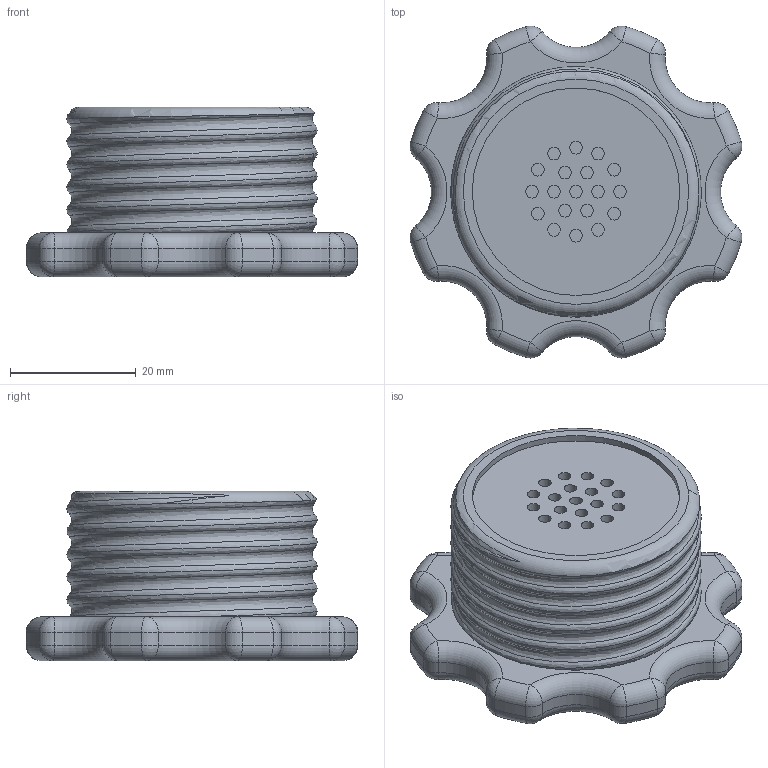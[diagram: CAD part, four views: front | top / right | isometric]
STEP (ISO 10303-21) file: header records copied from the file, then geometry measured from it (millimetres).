
FILE_DESCRIPTION(/* description */ (''),/* implementation_level */ '2;1');
FILE_NAME(/* name */ '98fda018-c90b-44cf-910d-e02a9ac23551.stp',/* time_stamp */ '2020-06-23T15:59:50+00:00',/* author */ (''),/* organization */ (''),/* preprocessor_version */ 'ST-DEVELOPER v18.1',/* originating_system */ 'Autodesk Translation Framework v9.3.0.1241',/* authorisation */ '');
FILE_SCHEMA (('AUTOMOTIVE_DESIGN { 1 0 10303 214 3 1 1 }'));
Length unit declared in the file: millimetre
Products named in the file (5): FullyPrintedValve; Valve Body; Diaphragm; Inlet; Knob
Assembly tree (4 placements, depth 2):
  FullyPrintedValve
    Valve Body
    Diaphragm
    Inlet
    Knob
Bounding box: 52.82 x 52.82 x 27 mm (x, y, z)
Volume: 18550.8 mm3; surface area: 13907.1 mm2
Topology: 3 solids, 3 shells, 175 faces, 388 edges, 227 vertices
Faces by surface type: cylinder 92, torus 34, sphere 32, plane 14, bspline 3
Full cylindrical faces by diameter (mm): 2 x50, 31 x2, 33 x3, 39.046 x4
Entity records: 9042 total; most frequent: CARTESIAN_POINT 4692, DIRECTION 999, ORIENTED_EDGE 776, AXIS2_PLACEMENT_3D 455, EDGE_CURVE 388, EDGE_LOOP 275, CIRCLE 274, VERTEX_POINT 227
